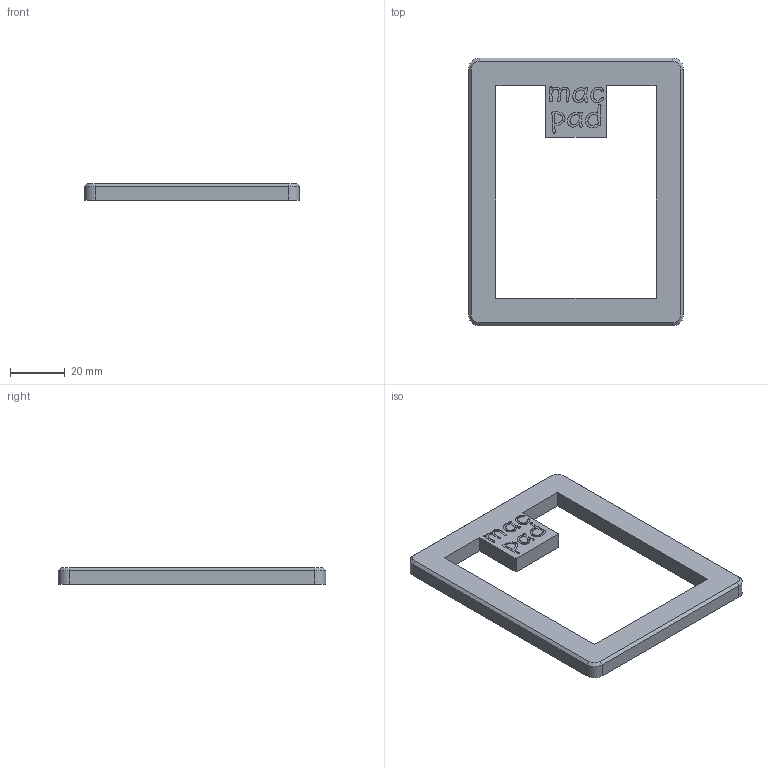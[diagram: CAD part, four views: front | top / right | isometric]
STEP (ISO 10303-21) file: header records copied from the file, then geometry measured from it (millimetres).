
FILE_DESCRIPTION(/* description */ (''),/* implementation_level */ '2;1');
FILE_NAME(/* name */ 'topBracket.step',/* time_stamp */ '2025-12-30T12:32:27-06:00',/* author */ (''),/* organization */ (''),/* preprocessor_version */ 'ST-DEVELOPER v20.1',/* originating_system */ 'Autodesk Translation Framework v14.21.0.0',/* authorisation */ '');
FILE_SCHEMA (('AUTOMOTIVE_DESIGN { 1 0 10303 214 3 1 1 }'));
Length unit declared in the file: millimetre
Products named in the file (1): NEWtop
Bounding box: 78.31 x 97.36 x 6 mm (x, y, z)
Volume: 20614.7 mm3; surface area: 11021 mm2
Topology: 1 solids, 1 shells, 154 faces, 400 edges, 260 vertices
Faces by surface type: bspline 95, plane 47, cylinder 8, cone 4
Full cylindrical faces by diameter (mm): 4.7 x4
Entity records: 4930 total; most frequent: CARTESIAN_POINT 2050, ORIENTED_EDGE 800, EDGE_CURVE 400, DIRECTION 350, VERTEX_POINT 260, LINE 190, VECTOR 190, EDGE_LOOP 170
